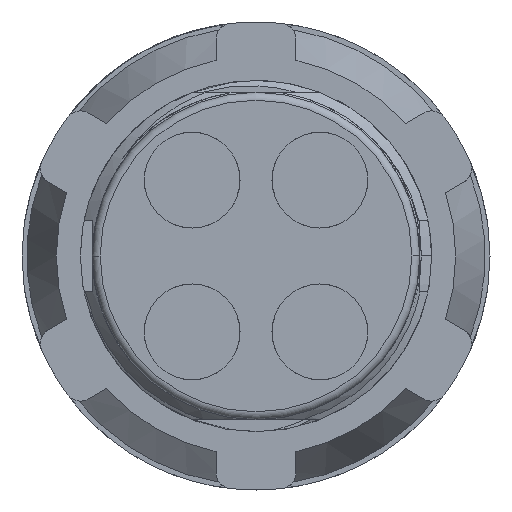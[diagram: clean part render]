
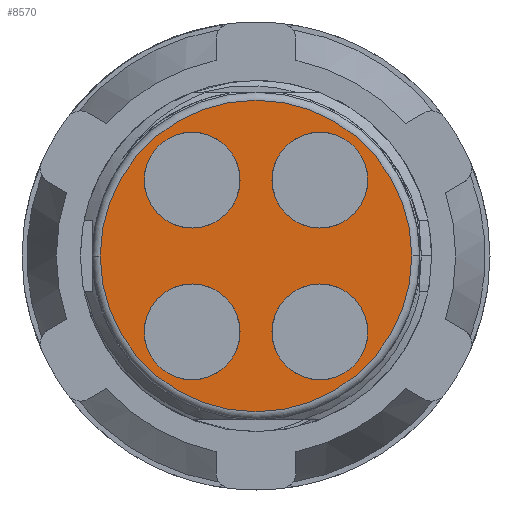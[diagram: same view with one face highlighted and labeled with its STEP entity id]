
A CAD part, front view. The second image highlights one B-rep face of the part: STEP entity #8570.
In plain terms, the highlighted planar face has unit normal (0, -1, 0).
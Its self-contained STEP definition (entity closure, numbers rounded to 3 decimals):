
#2=CARTESIAN_POINT('',(0.,-43.,0.));
#3=DIRECTION('',(0.,1.,0.));
#4=DIRECTION('',(1.,0.,0.));
#5=AXIS2_PLACEMENT_3D('',#2,#3,#4);
#7=CARTESIAN_POINT('',(0.,-43.,0.));
#8=DIRECTION('',(0.,1.,0.));
#9=DIRECTION('',(-1.,0.,0.));
#10=AXIS2_PLACEMENT_3D('',#7,#8,#9);
#12=CARTESIAN_POINT('',(4.,-43.,4.75));
#13=DIRECTION('',(0.,-1.,0.));
#14=DIRECTION('',(0.,0.,-1.));
#15=AXIS2_PLACEMENT_3D('',#12,#13,#14);
#17=CARTESIAN_POINT('',(4.,-43.,4.75));
#18=DIRECTION('',(0.,-1.,0.));
#19=DIRECTION('',(0.,0.,1.));
#20=AXIS2_PLACEMENT_3D('',#17,#18,#19);
#22=CARTESIAN_POINT('',(4.,-43.,-4.75));
#23=DIRECTION('',(0.,-1.,0.));
#24=DIRECTION('',(0.,0.,-1.));
#25=AXIS2_PLACEMENT_3D('',#22,#23,#24);
#27=CARTESIAN_POINT('',(4.,-43.,-4.75));
#28=DIRECTION('',(0.,-1.,0.));
#29=DIRECTION('',(0.,0.,1.));
#30=AXIS2_PLACEMENT_3D('',#27,#28,#29);
#32=CARTESIAN_POINT('',(-4.,-43.,4.75));
#33=DIRECTION('',(0.,-1.,0.));
#34=DIRECTION('',(0.,0.,-1.));
#35=AXIS2_PLACEMENT_3D('',#32,#33,#34);
#37=CARTESIAN_POINT('',(-4.,-43.,4.75));
#38=DIRECTION('',(0.,-1.,0.));
#39=DIRECTION('',(0.,0.,1.));
#40=AXIS2_PLACEMENT_3D('',#37,#38,#39);
#42=CARTESIAN_POINT('',(-4.,-43.,-4.75));
#43=DIRECTION('',(0.,-1.,0.));
#44=DIRECTION('',(0.,0.,-1.));
#45=AXIS2_PLACEMENT_3D('',#42,#43,#44);
#47=CARTESIAN_POINT('',(-4.,-43.,-4.75));
#48=DIRECTION('',(0.,-1.,0.));
#49=DIRECTION('',(0.,0.,1.));
#50=AXIS2_PLACEMENT_3D('',#47,#48,#49);
#7948=CARTESIAN_POINT('',(9.75,-43.,0.));
#7949=CARTESIAN_POINT('',(-9.75,-43.,0.));
#7950=VERTEX_POINT('',#7948);
#7951=VERTEX_POINT('',#7949);
#8155=CARTESIAN_POINT('',(4.,-43.,1.75));
#8156=VERTEX_POINT('',#8155);
#8157=CARTESIAN_POINT('',(4.,-43.,7.75));
#8158=VERTEX_POINT('',#8157);
#8159=CARTESIAN_POINT('',(4.,-43.,-7.75));
#8160=VERTEX_POINT('',#8159);
#8161=CARTESIAN_POINT('',(4.,-43.,-1.75));
#8162=VERTEX_POINT('',#8161);
#8163=CARTESIAN_POINT('',(-4.,-43.,1.75));
#8164=VERTEX_POINT('',#8163);
#8165=CARTESIAN_POINT('',(-4.,-43.,7.75));
#8166=VERTEX_POINT('',#8165);
#8167=CARTESIAN_POINT('',(-4.,-43.,-7.75));
#8168=VERTEX_POINT('',#8167);
#8169=CARTESIAN_POINT('',(-4.,-43.,-1.75));
#8170=VERTEX_POINT('',#8169);
#8535=CARTESIAN_POINT('',(0.,-43.,0.));
#8536=DIRECTION('',(0.,1.,0.));
#8537=DIRECTION('',(1.,0.,0.));
#8538=AXIS2_PLACEMENT_3D('',#8535,#8536,#8537);
#8539=PLANE('',#8538);
#8541=ORIENTED_EDGE('',*,*,#8540,.T.);
#8543=ORIENTED_EDGE('',*,*,#8542,.T.);
#8544=EDGE_LOOP('',(#8541,#8543));
#8545=FACE_OUTER_BOUND('',#8544,.F.);
#8547=ORIENTED_EDGE('',*,*,#8546,.T.);
#8549=ORIENTED_EDGE('',*,*,#8548,.T.);
#8550=EDGE_LOOP('',(#8547,#8549));
#8551=FACE_BOUND('',#8550,.F.);
#8553=ORIENTED_EDGE('',*,*,#8552,.T.);
#8555=ORIENTED_EDGE('',*,*,#8554,.T.);
#8556=EDGE_LOOP('',(#8553,#8555));
#8557=FACE_BOUND('',#8556,.F.);
#8559=ORIENTED_EDGE('',*,*,#8558,.T.);
#8561=ORIENTED_EDGE('',*,*,#8560,.T.);
#8562=EDGE_LOOP('',(#8559,#8561));
#8563=FACE_BOUND('',#8562,.F.);
#8565=ORIENTED_EDGE('',*,*,#8564,.T.);
#8567=ORIENTED_EDGE('',*,*,#8566,.T.);
#8568=EDGE_LOOP('',(#8565,#8567));
#8569=FACE_BOUND('',#8568,.F.);
#6=CIRCLE('',#5,9.75);
#11=CIRCLE('',#10,9.75);
#16=CIRCLE('',#15,3.);
#21=CIRCLE('',#20,3.);
#26=CIRCLE('',#25,3.);
#31=CIRCLE('',#30,3.);
#36=CIRCLE('',#35,3.);
#41=CIRCLE('',#40,3.);
#46=CIRCLE('',#45,3.);
#51=CIRCLE('',#50,3.);
#8540=EDGE_CURVE('',#7950,#7951,#6,.T.);
#8542=EDGE_CURVE('',#7951,#7950,#11,.T.);
#8546=EDGE_CURVE('',#8156,#8158,#16,.T.);
#8548=EDGE_CURVE('',#8158,#8156,#21,.T.);
#8552=EDGE_CURVE('',#8160,#8162,#26,.T.);
#8554=EDGE_CURVE('',#8162,#8160,#31,.T.);
#8558=EDGE_CURVE('',#8164,#8166,#36,.T.);
#8560=EDGE_CURVE('',#8166,#8164,#41,.T.);
#8564=EDGE_CURVE('',#8168,#8170,#46,.T.);
#8566=EDGE_CURVE('',#8170,#8168,#51,.T.);
#8570=ADVANCED_FACE('',(#8545,#8551,#8557,#8563,#8569),#8539,.F.);
